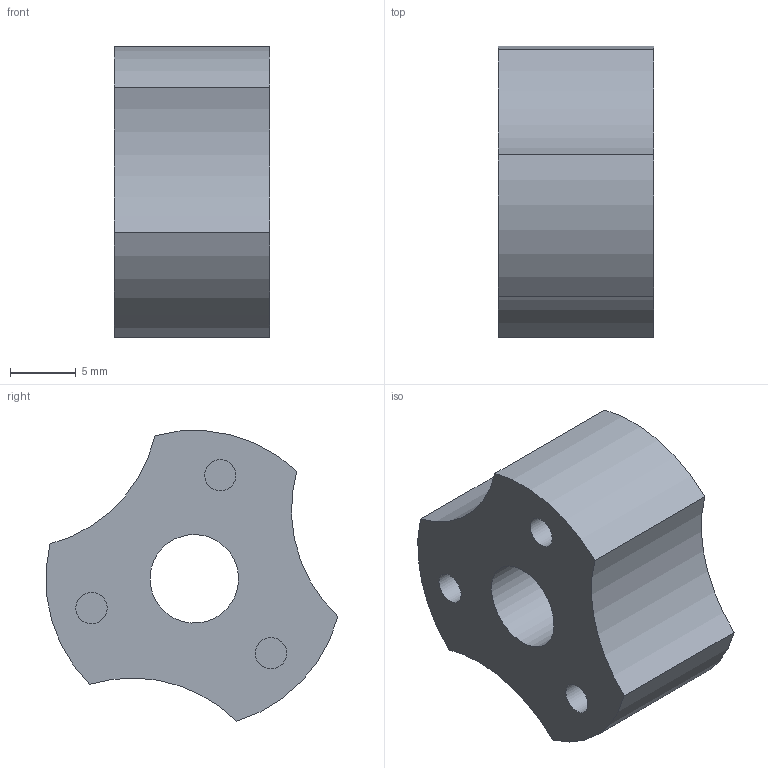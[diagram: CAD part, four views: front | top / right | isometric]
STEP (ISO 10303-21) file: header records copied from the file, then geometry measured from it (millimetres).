
FILE_DESCRIPTION(/* description */ ('STEP AP214'),/* implementation_level */ '2;1');
FILE_NAME(/* name */ '62525d30ecdeb77adb8bb98e',/* time_stamp */ '2022-04-10T04:29:36+00:00',/* author */ (''),/* organization */ (''),/* preprocessor_version */ 'ST-DEVELOPER v18.101',/* originating_system */ ' ',/* authorisation */ ' ');
FILE_SCHEMA (('AUTOMOTIVE_DESIGN {1 0 10303 214 3 1 1}'));
Length unit declared in the file: metre
Products named in the file (1): Sleeve
Bounding box: 11.83 x 22.23 x 22.13 mm (x, y, z)
Volume: 3370.7 mm3; surface area: 1819.1 mm2
Topology: 1 solids, 1 shells, 21 faces, 45 edges, 32 vertices
Faces by surface type: cylinder 13, plane 8
Full cylindrical faces by diameter (mm): 2.381 x6, 6.747 x1
Entity records: 538 total; most frequent: DIRECTION 102, CARTESIAN_POINT 80, ORIENTED_EDGE 64, AXIS2_PLACEMENT_3D 48, EDGE_LOOP 36, FACE_BOUND 36, EDGE_CURVE 32, VERTEX_POINT 26
